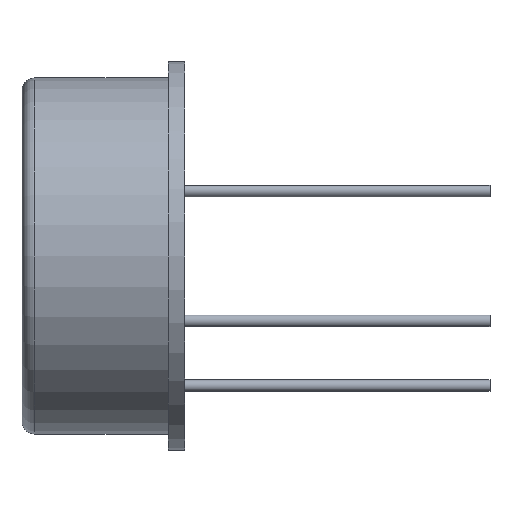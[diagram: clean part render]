
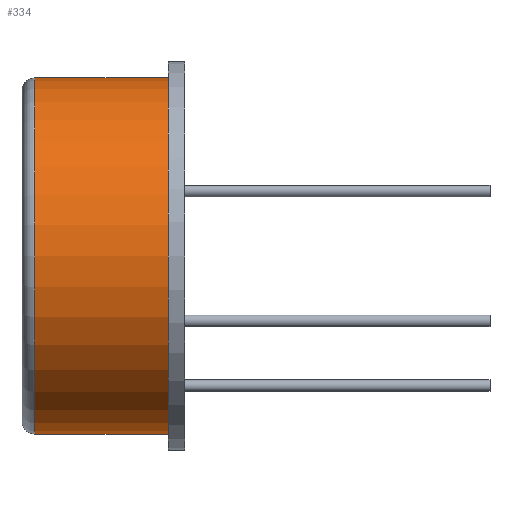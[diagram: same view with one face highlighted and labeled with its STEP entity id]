
A CAD part, left-side view. The second image highlights one B-rep face of the part: STEP entity #334.
In plain terms, the highlighted cylindrical face has radius 7 mm (diameter 14 mm), a partial arc.
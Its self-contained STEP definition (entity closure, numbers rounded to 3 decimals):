
#6 = EDGE_LOOP ( 'NONE', ( #2019, #1705, #2022, #927 ) ) ;
#32 = VERTEX_POINT ( 'NONE', #1745 ) ;
#160 = VECTOR ( 'NONE', #1496, 1000. ) ;
#242 = VECTOR ( 'NONE', #1741, 1000. ) ;
#334 = ADVANCED_FACE ( 'NONE', ( #754 ), #1089, .T. ) ;
#344 = CIRCLE ( 'NONE', #1724, 7. ) ;
#421 = DIRECTION ( 'NONE',  ( 0., -1., 0. ) ) ;
#483 = CARTESIAN_POINT ( 'NONE',  ( 0., 5.9, -7. ) ) ;
#514 = CARTESIAN_POINT ( 'NONE',  ( 0., 0.65, 7. ) ) ;
#545 = EDGE_CURVE ( 'NONE', #1187, #1747, #1050, .T. ) ;
#641 = DIRECTION ( 'NONE',  ( 0., 0., -1. ) ) ;
#754 = FACE_OUTER_BOUND ( 'NONE', #6, .T. ) ;
#836 = CARTESIAN_POINT ( 'NONE',  ( 0., 0., -7. ) ) ;
#854 = DIRECTION ( 'NONE',  ( 0., 0., -1. ) ) ;
#927 = ORIENTED_EDGE ( 'NONE', *, *, #1521, .F. ) ;
#928 = DIRECTION ( 'NONE',  ( 0., 0., -1. ) ) ;
#932 = LINE ( 'NONE', #836, #242 ) ;
#1050 = LINE ( 'NONE', #1211, #160 ) ;
#1053 = DIRECTION ( 'NONE',  ( 0., -1., 0. ) ) ;
#1089 = CYLINDRICAL_SURFACE ( 'NONE', #1458, 7. ) ;
#1128 = CARTESIAN_POINT ( 'NONE',  ( 0., 5.9, 0. ) ) ;
#1145 = CARTESIAN_POINT ( 'NONE',  ( 0., 5.9, 7. ) ) ;
#1187 = VERTEX_POINT ( 'NONE', #1145 ) ;
#1207 = DIRECTION ( 'NONE',  ( 0., -1., 0. ) ) ;
#1211 = CARTESIAN_POINT ( 'NONE',  ( 0., 0., 7. ) ) ;
#1286 = CIRCLE ( 'NONE', #1386, 7. ) ;
#1343 = CARTESIAN_POINT ( 'NONE',  ( 0., 0., 0. ) ) ;
#1386 = AXIS2_PLACEMENT_3D ( 'NONE', #1787, #421, #854 ) ;
#1449 = EDGE_CURVE ( 'NONE', #1187, #1702, #344, .T. ) ;
#1458 = AXIS2_PLACEMENT_3D ( 'NONE', #1343, #1053, #641 ) ;
#1496 = DIRECTION ( 'NONE',  ( 0., -1., 0. ) ) ;
#1521 = EDGE_CURVE ( 'NONE', #1747, #32, #1286, .T. ) ;
#1702 = VERTEX_POINT ( 'NONE', #483 ) ;
#1705 = ORIENTED_EDGE ( 'NONE', *, *, #1449, .T. ) ;
#1724 = AXIS2_PLACEMENT_3D ( 'NONE', #1128, #1207, #928 ) ;
#1741 = DIRECTION ( 'NONE',  ( 0., -1., 0. ) ) ;
#1744 = EDGE_CURVE ( 'NONE', #1702, #32, #932, .T. ) ;
#1745 = CARTESIAN_POINT ( 'NONE',  ( 0., 0.65, -7. ) ) ;
#1747 = VERTEX_POINT ( 'NONE', #514 ) ;
#1787 = CARTESIAN_POINT ( 'NONE',  ( 0., 0.65, 0. ) ) ;
#2019 = ORIENTED_EDGE ( 'NONE', *, *, #545, .F. ) ;
#2022 = ORIENTED_EDGE ( 'NONE', *, *, #1744, .T. ) ;
